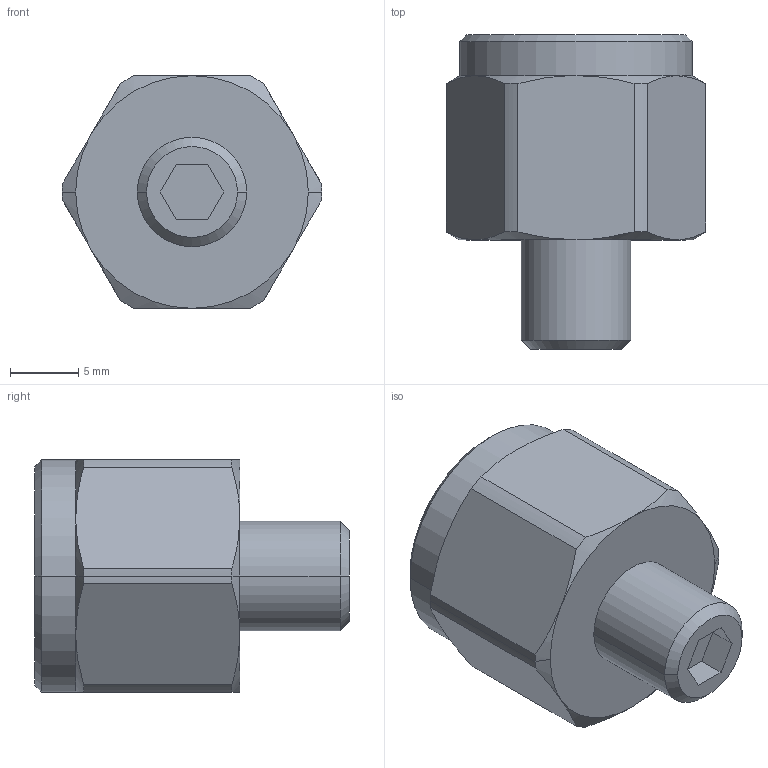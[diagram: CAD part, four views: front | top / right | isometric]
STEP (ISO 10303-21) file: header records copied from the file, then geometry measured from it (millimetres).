
FILE_DESCRIPTION(('STEP AP214'),'1');
FILE_NAME('HALDERN_EH_22691_0122.stp','2020-02-28T09:39:59',('TraceParts'),('TraceParts S.A.'),'Spatial InterOp 3D',' ',' ');
FILE_SCHEMA(('AUTOMOTIVE_DESIGN { 1 0 10303 214 1 1 1 1 }'));
Length unit declared in the file: millimetre
Products named in the file (1): HALDERN_EH_22691_0122
Bounding box: 19 x 23 x 17 mm (x, y, z)
Volume: 4024.6 mm3; surface area: 1533.7 mm2
Topology: 1 solids, 1 shells, 48 faces, 110 edges, 66 vertices
Faces by surface type: cone 20, plane 16, cylinder 12
Entity records: 1764 total; most frequent: CARTESIAN_POINT 321, DIRECTION 226, ORIENTED_EDGE 220, EDGE_CURVE 110, AXIS2_PLACEMENT_3D 91, VERTEX_POINT 66, EDGE_LOOP 50, STYLED_ITEM 48
